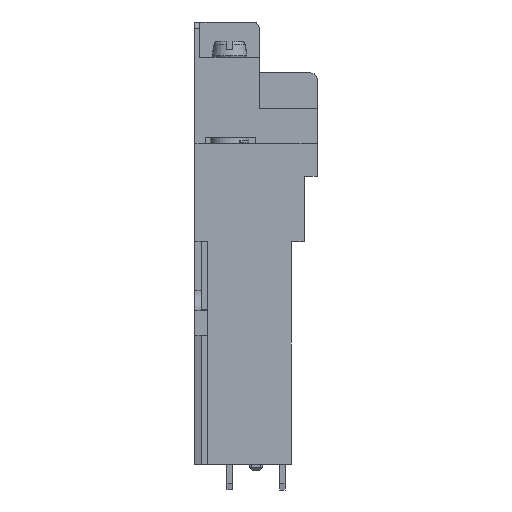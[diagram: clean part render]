
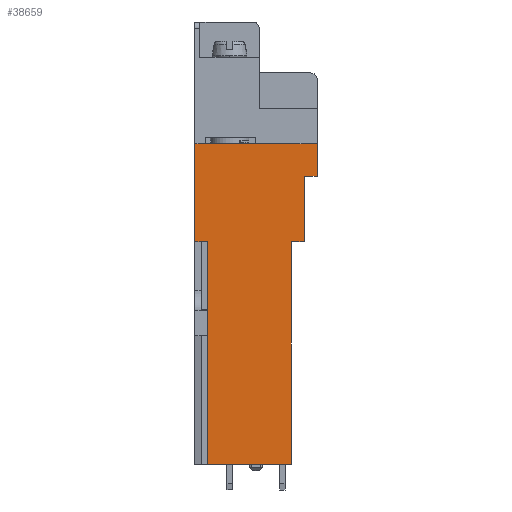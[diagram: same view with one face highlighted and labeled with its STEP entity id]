
A CAD part, left-side view. The second image highlights one B-rep face of the part: STEP entity #38659.
In plain terms, the highlighted planar face has unit normal (-1, 0, -0.009).
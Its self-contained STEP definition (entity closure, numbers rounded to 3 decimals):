
#7832=CARTESIAN_POINT('',(0.,0.,-0.1));
#7833=VERTEX_POINT('',#7832);
#7840=CARTESIAN_POINT('',(0.044,0.,-5.1));
#7841=VERTEX_POINT('',#7840);
#7842=CARTESIAN_POINT('',(0.,0.,-0.1));
#7843=DIRECTION('',(0.009,0.,-1.));
#7844=VECTOR('',#7843,5.);
#7845=LINE('',#7842,#7844);
#7846=EDGE_CURVE('',#7833,#7841,#7845,.T.);
#8977=CARTESIAN_POINT('',(0.,9.6,-0.1));
#8978=VERTEX_POINT('',#8977);
#10843=CARTESIAN_POINT('',(0.,19.,-0.1));
#10844=VERTEX_POINT('',#10843);
#10851=CARTESIAN_POINT('',(0.,17.3,-0.1));
#10852=VERTEX_POINT('',#10851);
#10853=CARTESIAN_POINT('',(0.,19.,-0.1));
#10854=DIRECTION('',(0.,-1.,0.));
#10855=VECTOR('',#10854,1.7);
#10856=LINE('',#10853,#10855);
#10857=EDGE_CURVE('',#10844,#10852,#10856,.T.);
#10874=CARTESIAN_POINT('',(0.,0.,-0.1));
#10875=DIRECTION('',(0.,1.,0.));
#10876=VECTOR('',#10875,9.6);
#10877=LINE('',#10874,#10876);
#10878=EDGE_CURVE('',#7833,#8978,#10877,.T.);
#29814=CARTESIAN_POINT('',(0.,9.6,-0.1));
#29815=DIRECTION('',(0.,1.,0.));
#29816=VECTOR('',#29815,7.7);
#29817=LINE('',#29814,#29816);
#29818=EDGE_CURVE('',#8978,#10852,#29817,.T.);
#37812=CARTESIAN_POINT('',(0.133,19.,-15.3));
#37813=VERTEX_POINT('',#37812);
#37820=CARTESIAN_POINT('',(0.133,19.,-15.3));
#37821=DIRECTION('',(-0.009,0.,1.));
#37822=VECTOR('',#37821,15.201);
#37823=LINE('',#37820,#37822);
#37824=EDGE_CURVE('',#37813,#10844,#37823,.T.);
#38182=CARTESIAN_POINT('',(0.044,2.,-5.1));
#38183=VERTEX_POINT('',#38182);
#38184=CARTESIAN_POINT('',(0.044,0.,-5.1));
#38185=DIRECTION('',(0.,1.,0.));
#38186=VECTOR('',#38185,2.);
#38187=LINE('',#38184,#38186);
#38188=EDGE_CURVE('',#7841,#38183,#38187,.T.);
#38206=CARTESIAN_POINT('',(0.133,2.,-15.3));
#38207=VERTEX_POINT('',#38206);
#38208=CARTESIAN_POINT('',(0.044,2.,-5.1));
#38209=DIRECTION('',(0.009,0.,-1.));
#38210=VECTOR('',#38209,10.2);
#38211=LINE('',#38208,#38210);
#38212=EDGE_CURVE('',#38183,#38207,#38211,.T.);
#38607=CARTESIAN_POINT('',(0.221,9.5,-25.45));
#38608=DIRECTION('',(0.009,0.,-1.));
#38609=DIRECTION('',(-1.,-0.,-0.009));
#38610=AXIS2_PLACEMENT_3D('',#38607,#38609,#38608);
#38611=PLANE('',#38610);
#38612=ORIENTED_EDGE('',*,*,#7846,.F.);
#38613=ORIENTED_EDGE('',*,*,#10878,.T.);
#38614=ORIENTED_EDGE('',*,*,#29818,.T.);
#38615=ORIENTED_EDGE('',*,*,#10857,.F.);
#38616=ORIENTED_EDGE('',*,*,#37824,.F.);
#38617=CARTESIAN_POINT('',(0.133,17.,-15.3));
#38618=VERTEX_POINT('',#38617);
#38619=CARTESIAN_POINT('',(0.133,19.,-15.3));
#38620=DIRECTION('',(0.,-1.,0.));
#38621=VECTOR('',#38620,2.);
#38622=LINE('',#38619,#38621);
#38623=EDGE_CURVE('',#37813,#38618,#38622,.T.);
#38624=ORIENTED_EDGE('',*,*,#38623,.T.);
#38625=CARTESIAN_POINT('',(0.434,17.,-49.8));
#38626=VERTEX_POINT('',#38625);
#38627=CARTESIAN_POINT('',(0.133,17.,-15.3));
#38628=DIRECTION('',(0.009,0.,-1.));
#38629=VECTOR('',#38628,34.501);
#38630=LINE('',#38627,#38629);
#38631=EDGE_CURVE('',#38618,#38626,#38630,.T.);
#38632=ORIENTED_EDGE('',*,*,#38631,.T.);
#38633=CARTESIAN_POINT('',(0.434,4.,-49.8));
#38634=VERTEX_POINT('',#38633);
#38635=CARTESIAN_POINT('',(0.434,4.,-49.8));
#38636=DIRECTION('',(0.,1.,0.));
#38637=VECTOR('',#38636,13.);
#38638=LINE('',#38635,#38637);
#38639=EDGE_CURVE('',#38634,#38626,#38638,.T.);
#38640=ORIENTED_EDGE('',*,*,#38639,.F.);
#38641=CARTESIAN_POINT('',(0.133,4.,-15.3));
#38642=VERTEX_POINT('',#38641);
#38643=CARTESIAN_POINT('',(0.133,4.,-15.3));
#38644=DIRECTION('',(0.009,0.,-1.));
#38645=VECTOR('',#38644,34.501);
#38646=LINE('',#38643,#38645);
#38647=EDGE_CURVE('',#38642,#38634,#38646,.T.);
#38648=ORIENTED_EDGE('',*,*,#38647,.F.);
#38649=CARTESIAN_POINT('',(0.133,2.,-15.3));
#38650=DIRECTION('',(0.,1.,0.));
#38651=VECTOR('',#38650,2.);
#38652=LINE('',#38649,#38651);
#38653=EDGE_CURVE('',#38207,#38642,#38652,.T.);
#38654=ORIENTED_EDGE('',*,*,#38653,.F.);
#38655=ORIENTED_EDGE('',*,*,#38212,.F.);
#38656=ORIENTED_EDGE('',*,*,#38188,.F.);
#38657=EDGE_LOOP('',(#38612,#38613,#38614,#38615,#38616,#38624,#38632,#38640,#38648,#38654,#38655,#38656));
#38658=FACE_OUTER_BOUND('',#38657,.T.);
#38659=ADVANCED_FACE('',(#38658),#38611,.T.);
